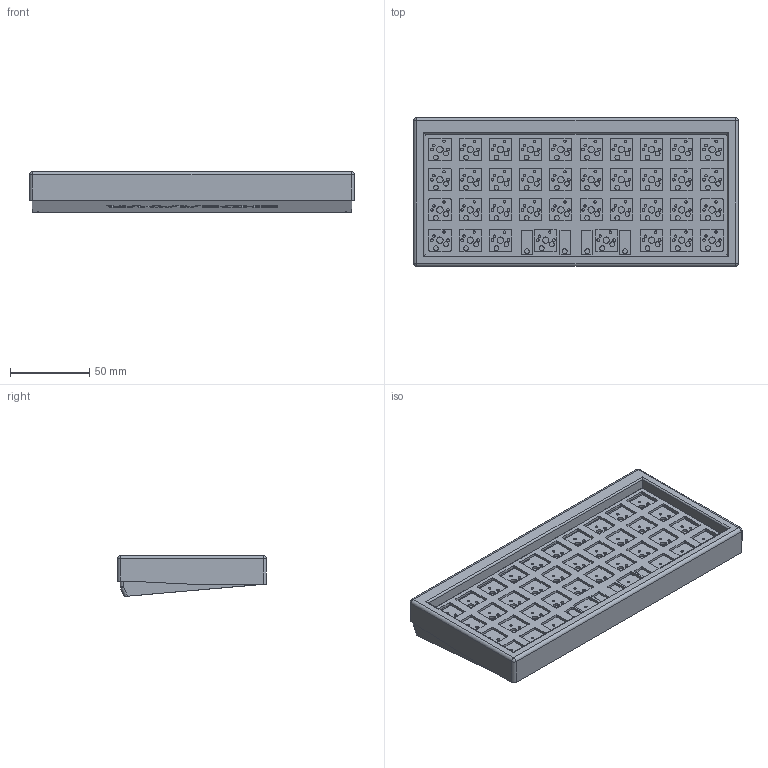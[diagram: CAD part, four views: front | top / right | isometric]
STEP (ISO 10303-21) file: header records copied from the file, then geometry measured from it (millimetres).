
FILE_DESCRIPTION(/* description */ (''),/* implementation_level */ '2;1');
FILE_NAME(/* name */ 'endeavourcase v28.step',/* time_stamp */ '2021-12-03T19:00:10+01:00',/* author */ (''),/* organization */ (''),/* preprocessor_version */ 'ST-DEVELOPER v18.1',/* originating_system */ 'Autodesk Translation Framework v10.10.0.1391',/* authorisation */ '');
FILE_SCHEMA (('AUTOMOTIVE_DESIGN { 1 0 10303 214 3 1 1 }'));
Products named in the file (4): endeavourcase; endeavourpcb; COMPOUND; DX07S024JJ2R1300
Assembly tree (3 placements, depth 3):
  endeavourcase
    endeavourpcb
      COMPOUND
    DX07S024JJ2R1300
Bounding box: 204.5 x 93.7 x 25.8 mm (x, y, z)
Volume: 205083.9 mm3; surface area: 128494.7 mm2
Topology: 5 solids, 5 shells, 1824 faces, 5182 edges, 3381 vertices
Faces by surface type: plane 958, cylinder 750, bspline 62, cone 30, sphere 18, torus 6
Full cylindrical faces by diameter (mm): 0.65 x2, 1.499 x76, 1.702 x76, 2.8 x5, 3 x76, 3.048 x4, 3.2 x4, 3.988 x42, 4 x2, 5.2 x2
Entity records: 62870 total; most frequent: CARTESIAN_POINT 13027, ORIENTED_EDGE 10348, DIRECTION 10108, EDGE_CURVE 5174, LINE 3476, VECTOR 3476, VERTEX_POINT 3389, AXIS2_PLACEMENT_3D 3316
